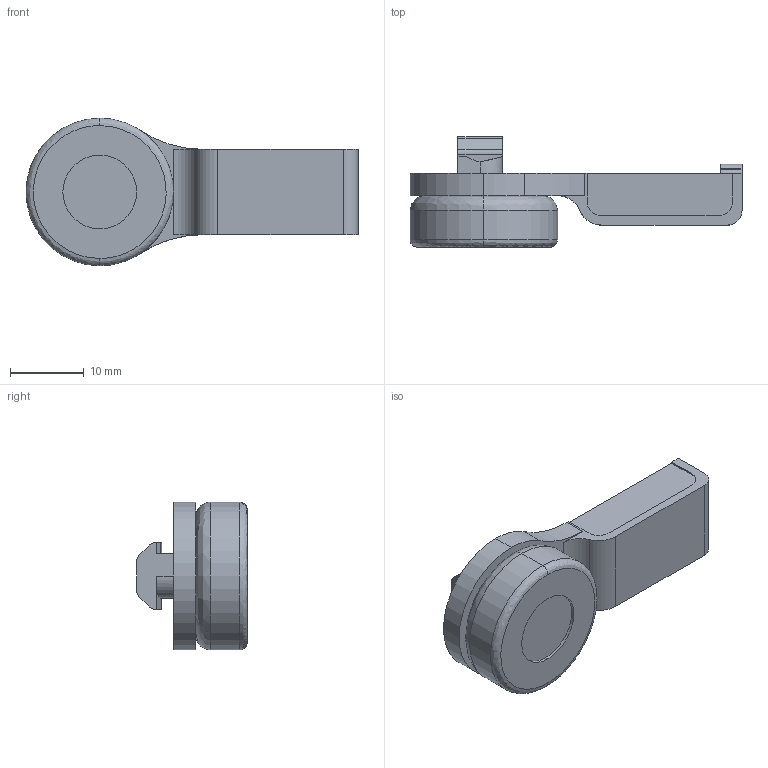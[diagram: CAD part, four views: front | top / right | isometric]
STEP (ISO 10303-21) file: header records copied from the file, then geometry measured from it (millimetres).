
FILE_DESCRIPTION (( 'STEP AP203' ), '1' );
FILE_NAME ('463510503_c_1.STEP', '2023-05-15T00:11:54', ( '' ), ( '' ), 'SwSTEP 2.0', 'SolidWorks 2014', '' );
FILE_SCHEMA (( 'CONFIG_CONTROL_DESIGN' ));
Length unit declared in the file: millimetre
Products named in the file (1): 463510503_c_1
Bounding box: 45 x 15 x 20 mm (x, y, z)
Volume: 4548.1 mm3; surface area: 2616.6 mm2
Topology: 1 solids, 1 shells, 68 faces, 185 edges, 122 vertices
Faces by surface type: plane 35, cylinder 29, bspline 4
Entity records: 2455 total; most frequent: CARTESIAN_POINT 635, ORIENTED_EDGE 370, DIRECTION 366, EDGE_CURVE 185, AXIS2_PLACEMENT_3D 125, VERTEX_POINT 122, VECTOR 116, LINE 116
